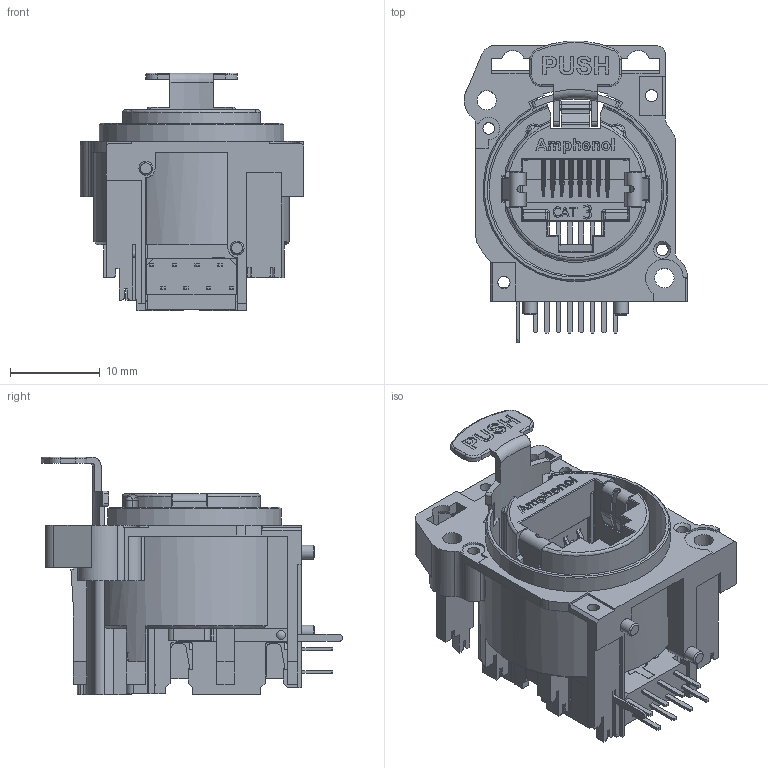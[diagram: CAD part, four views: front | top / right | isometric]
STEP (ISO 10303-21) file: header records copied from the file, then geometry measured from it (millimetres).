
FILE_DESCRIPTION(/* description */ (''),/* implementation_level */ '2;1');
FILE_NAME(/* name */ 'RJX8FB5HB.stp',/* time_stamp */ '2024-03-04T16:25:31+11:00',/* author */ ('justin'),/* organization */ (''),/* preprocessor_version */ 'ST-DEVELOPER v18.1',/* originating_system */ 'Autodesk Inventor 2022',/* authorisation */ '');
FILE_SCHEMA (('AUTOMOTIVE_DESIGN { 1 0 10303 214 3 1 1 }'));
Length unit declared in the file: millimetre
Products named in the file (8): 55010837-000; 51270100-530; 52080006-331; 50300304-030; 50300303-030; 50300303-030_1; 552590045-730; 51560102-930 
Assembly tree (7 placements, depth 2):
  55010837-000
    51270100-530
    52080006-331
    50300304-030
    50300303-030
    50300303-030_1
    552590045-730
    51560102-930 
Bounding box: 24.9 x 33.58 x 26.5 mm (x, y, z)
Volume: 4668.9 mm3; surface area: 9119.3 mm2
Topology: 7 solids, 8 shells, 1945 faces, 5517 edges, 3613 vertices
Faces by surface type: plane 1442, cylinder 331, bspline 124, torus 32, cone 12, sphere 4
Full cylindrical faces by diameter (mm): 0.7 x8, 0.75 x8, 1 x1, 1.3 x3, 1.35 x3, 1.384 x2, 1.55 x2, 2.15 x2
Entity records: 64903 total; most frequent: CARTESIAN_POINT 14233, ORIENTED_EDGE 10990, DIRECTION 9602, EDGE_CURVE 5510, LINE 4392, VECTOR 4392, VERTEX_POINT 3613, AXIS2_PLACEMENT_3D 2605
